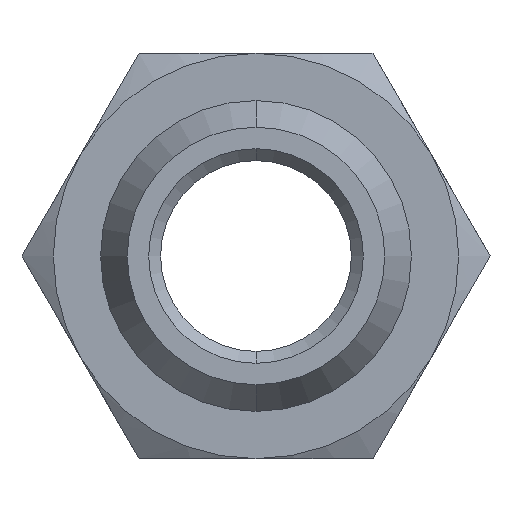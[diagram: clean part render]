
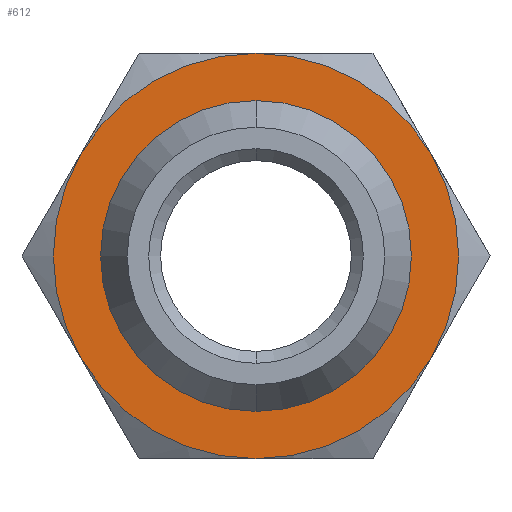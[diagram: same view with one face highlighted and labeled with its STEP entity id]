
A CAD part, front view. The second image highlights one B-rep face of the part: STEP entity #612.
In plain terms, the highlighted planar face has unit normal (0, -1, 0).
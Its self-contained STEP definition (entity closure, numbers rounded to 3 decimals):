
#3 = AXIS2_PLACEMENT_3D ( 'NONE', #1061, #696, #163 ) ;
#12 = CARTESIAN_POINT ( 'NONE',  ( 0., 8., 0. ) ) ;
#19 = ORIENTED_EDGE ( 'NONE', *, *, #243, .T. ) ;
#35 = EDGE_CURVE ( 'NONE', #651, #647, #853, .T. ) ;
#40 = CARTESIAN_POINT ( 'NONE',  ( 0., 8., 8.5 ) ) ;
#59 = CIRCLE ( 'NONE', #351, 8.5 ) ;
#68 = AXIS2_PLACEMENT_3D ( 'NONE', #1104, #128, #740 ) ;
#74 = AXIS2_PLACEMENT_3D ( 'NONE', #865, #874, #87 ) ;
#84 = AXIS2_PLACEMENT_3D ( 'NONE', #755, #584, #857 ) ;
#87 = DIRECTION ( 'NONE',  ( 0., 0., 1. ) ) ;
#90 = CARTESIAN_POINT ( 'NONE',  ( 0., 8., 0. ) ) ;
#95 = ORIENTED_EDGE ( 'NONE', *, *, #286, .T. ) ;
#112 = CARTESIAN_POINT ( 'NONE',  ( -7.361, 8., 4.25 ) ) ;
#128 = DIRECTION ( 'NONE',  ( 0., -1., 0. ) ) ;
#157 = CARTESIAN_POINT ( 'NONE',  ( 0., 8., 0. ) ) ;
#163 = DIRECTION ( 'NONE',  ( -1., 0., 0. ) ) ;
#166 = ORIENTED_EDGE ( 'NONE', *, *, #1090, .F. ) ;
#169 = CARTESIAN_POINT ( 'NONE',  ( -7.361, 8., -4.25 ) ) ;
#171 = CARTESIAN_POINT ( 'NONE',  ( 0., 8., 0. ) ) ;
#188 = CIRCLE ( 'NONE', #1083, 8.5 ) ;
#214 = CARTESIAN_POINT ( 'NONE',  ( 0., 8., -6.52 ) ) ;
#243 = EDGE_CURVE ( 'NONE', #562, #321, #922, .T. ) ;
#250 = DIRECTION ( 'NONE',  ( 0., 0., 1. ) ) ;
#256 = DIRECTION ( 'NONE',  ( 0., -1., 0. ) ) ;
#286 = EDGE_CURVE ( 'NONE', #418, #496, #986, .T. ) ;
#303 = EDGE_CURVE ( 'NONE', #917, #418, #188, .T. ) ;
#308 = PLANE ( 'NONE',  #68 ) ;
#321 = VERTEX_POINT ( 'NONE', #169 ) ;
#351 = AXIS2_PLACEMENT_3D ( 'NONE', #12, #745, #556 ) ;
#358 = AXIS2_PLACEMENT_3D ( 'NONE', #171, #360, #611 ) ;
#360 = DIRECTION ( 'NONE',  ( 0., -1., 0. ) ) ;
#397 = CARTESIAN_POINT ( 'NONE',  ( 0., 8., 6.52 ) ) ;
#418 = VERTEX_POINT ( 'NONE', #446 ) ;
#442 = AXIS2_PLACEMENT_3D ( 'NONE', #90, #881, #706 ) ;
#446 = CARTESIAN_POINT ( 'NONE',  ( 7.361, 8., -4.25 ) ) ;
#480 = FACE_OUTER_BOUND ( 'NONE', #960, .T. ) ;
#496 = VERTEX_POINT ( 'NONE', #552 ) ;
#552 = CARTESIAN_POINT ( 'NONE',  ( 7.361, 8., 4.25 ) ) ;
#556 = DIRECTION ( 'NONE',  ( 0., 0., 1. ) ) ;
#562 = VERTEX_POINT ( 'NONE', #112 ) ;
#584 = DIRECTION ( 'NONE',  ( 0., -1., 0. ) ) ;
#592 = CARTESIAN_POINT ( 'NONE',  ( 0., 8., -8.5 ) ) ;
#596 = ORIENTED_EDGE ( 'NONE', *, *, #767, .T. ) ;
#606 = CARTESIAN_POINT ( 'NONE',  ( 0., 8., 0. ) ) ;
#611 = DIRECTION ( 'NONE',  ( 0., 0., 1. ) ) ;
#612 = ADVANCED_FACE ( 'NONE', ( #683, #480 ), #308, .T. ) ;
#619 = DIRECTION ( 'NONE',  ( 0., -1., 0. ) ) ;
#647 = VERTEX_POINT ( 'NONE', #397 ) ;
#651 = VERTEX_POINT ( 'NONE', #214 ) ;
#683 = FACE_BOUND ( 'NONE', #1007, .T. ) ;
#696 = DIRECTION ( 'NONE',  ( 0., -1., 0. ) ) ;
#706 = DIRECTION ( 'NONE',  ( 0., 0., -1. ) ) ;
#721 = VERTEX_POINT ( 'NONE', #40 ) ;
#740 = DIRECTION ( 'NONE',  ( 0., 0., -1. ) ) ;
#745 = DIRECTION ( 'NONE',  ( 0., -1., 0. ) ) ;
#755 = CARTESIAN_POINT ( 'NONE',  ( 0., 8., 0. ) ) ;
#760 = CIRCLE ( 'NONE', #358, 8.5 ) ;
#767 = EDGE_CURVE ( 'NONE', #321, #917, #59, .T. ) ;
#781 = ORIENTED_EDGE ( 'NONE', *, *, #1020, .T. ) ;
#807 = ORIENTED_EDGE ( 'NONE', *, *, #35, .F. ) ;
#853 = CIRCLE ( 'NONE', #442, 6.52 ) ;
#857 = DIRECTION ( 'NONE',  ( 0., 0., 1. ) ) ;
#865 = CARTESIAN_POINT ( 'NONE',  ( 0., 8., 0. ) ) ;
#871 = DIRECTION ( 'NONE',  ( 0., 0., -1. ) ) ;
#874 = DIRECTION ( 'NONE',  ( 0., -1., 0. ) ) ;
#880 = CIRCLE ( 'NONE', #74, 8.5 ) ;
#881 = DIRECTION ( 'NONE',  ( 0., -1., 0. ) ) ;
#903 = ORIENTED_EDGE ( 'NONE', *, *, #303, .T. ) ;
#917 = VERTEX_POINT ( 'NONE', #592 ) ;
#922 = CIRCLE ( 'NONE', #84, 8.5 ) ;
#960 = EDGE_LOOP ( 'NONE', ( #991, #781, #19, #596, #903, #95 ) ) ;
#971 = CIRCLE ( 'NONE', #1134, 6.52 ) ;
#983 = EDGE_CURVE ( 'NONE', #496, #721, #880, .T. ) ;
#986 = CIRCLE ( 'NONE', #3, 8.5 ) ;
#991 = ORIENTED_EDGE ( 'NONE', *, *, #983, .T. ) ;
#1007 = EDGE_LOOP ( 'NONE', ( #166, #807 ) ) ;
#1020 = EDGE_CURVE ( 'NONE', #721, #562, #760, .T. ) ;
#1061 = CARTESIAN_POINT ( 'NONE',  ( 0., 8., 0. ) ) ;
#1083 = AXIS2_PLACEMENT_3D ( 'NONE', #157, #619, #250 ) ;
#1090 = EDGE_CURVE ( 'NONE', #647, #651, #971, .T. ) ;
#1104 = CARTESIAN_POINT ( 'NONE',  ( -8.602, 8., 8.602 ) ) ;
#1134 = AXIS2_PLACEMENT_3D ( 'NONE', #606, #256, #871 ) ;
